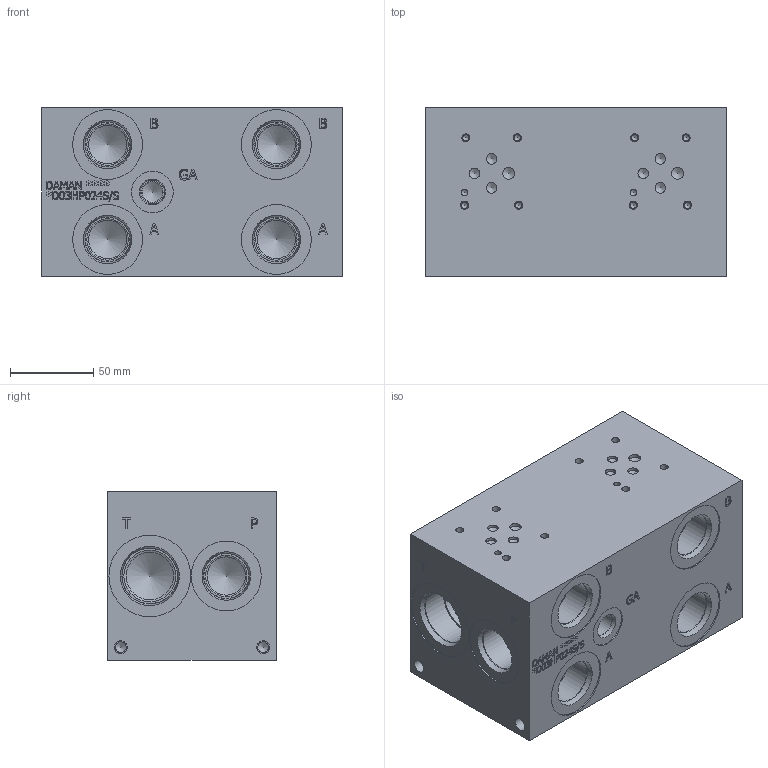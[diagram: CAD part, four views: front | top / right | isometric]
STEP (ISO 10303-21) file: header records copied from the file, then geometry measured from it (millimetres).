
FILE_DESCRIPTION(/* description */ (''),/* implementation_level */ '2;1');
FILE_NAME(/* name */ '_D03HP024S_S.stp',/* time_stamp */ '2021-06-30T11:14:13-04:00',/* author */ ('anthonyv'),/* organization */ (''),/* preprocessor_version */ 'ST-DEVELOPER v18.1',/* originating_system */ 'Autodesk Inventor 2021',/* authorisation */ '');
FILE_SCHEMA (('AUTOMOTIVE_DESIGN { 1 0 10303 214 3 1 1 }'));
Length unit declared in the file: millimetre
Products named in the file (1): Part_AD03HP024S_S_3D
Bounding box: 180.97 x 101.6 x 101.6 mm (x, y, z)
Volume: 1668637.4 mm3; surface area: 125051.5 mm2
Topology: 1 solids, 1 shells, 700 faces, 1914 edges, 1297 vertices
Faces by surface type: plane 386, bspline 168, cylinder 85, cone 61
Full cylindrical faces by diameter (mm): 3.785 x8, 3.962 x2, 4.826 x8, 6.35 x6, 6.528 x4, 7.137 x2, 7.925 x4, 12.294 x1, 12.9 x1, 14.275 x1, 14.529 x1, 17.475 x1, 22.225 x1, 23.012 x6, 23.698 x1, 24.917 x6, 25.019 x1, 25.4 x1, 26.187 x1, 26.99 x6, 27.381 x1, 27.432 x6, 28.575 x2, 31.267 x2, 33.34 x2, 33.757 x2, 42.037 x6, 49.124 x2
Entity records: 23475 total; most frequent: CARTESIAN_POINT 6064, ORIENTED_EDGE 3764, DIRECTION 2935, EDGE_CURVE 1882, VERTEX_POINT 1297, LINE 1223, VECTOR 1223, AXIS2_PLACEMENT_3D 856
